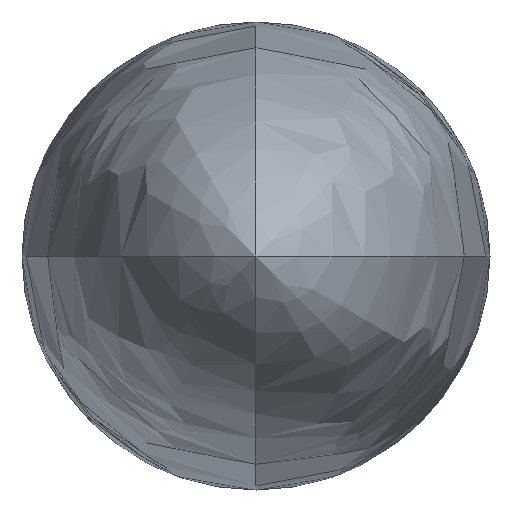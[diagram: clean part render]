
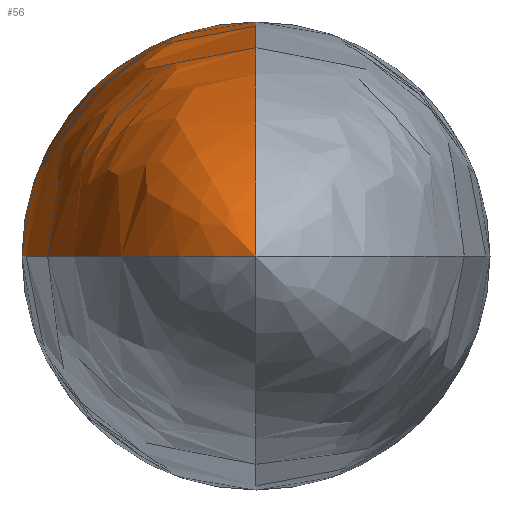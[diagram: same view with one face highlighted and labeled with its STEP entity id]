
A CAD part, left-side view. The second image highlights one B-rep face of the part: STEP entity #56.
In plain terms, the highlighted free-form (B-spline) face has degree [3, 3] with [4, 4] control points.
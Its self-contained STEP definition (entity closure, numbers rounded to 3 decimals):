
#56 = ADVANCED_FACE('',(#57),#72,.T.);
#57 = FACE_BOUND('',#58,.T.);
#58 = EDGE_LOOP('',(#59,#95,#112));
#59 = ORIENTED_EDGE('',*,*,#60,.T.);
#60 = EDGE_CURVE('',#61,#63,#65,.T.);
#61 = VERTEX_POINT('',#62);
#62 = CARTESIAN_POINT('',(0.,0.,0.));
#63 = VERTEX_POINT('',#64);
#64 = CARTESIAN_POINT('',(500.,100.,0.));
#65 = SURFACE_CURVE('',#66,(#71),.PCURVE_S1.);
#66 = B_SPLINE_CURVE_WITH_KNOTS('',3,(#67,#68,#69,#70),.UNSPECIFIED.,.F.
  ,.F.,(4,4),(0.,2.),.PIECEWISE_BEZIER_KNOTS.);
#67 = CARTESIAN_POINT('',(0.,0.,0.));
#68 = CARTESIAN_POINT('',(50.,95.,0.));
#69 = CARTESIAN_POINT('',(200.,100.,0.));
#70 = CARTESIAN_POINT('',(500.,100.,0.));
#71 = PCURVE('',#72,#89);
#72 = B_SPLINE_SURFACE_WITH_KNOTS('',3,3,(
    (#73,#74,#75,#76)
    ,(#77,#78,#79,#80)
    ,(#81,#82,#83,#84)
    ,(#85,#86,#87,#88
    )),.UNSPECIFIED.,.F.,.F.,.F.,(4,4),(4,4),(0.,2.),(0.,2.),
  .PIECEWISE_BEZIER_KNOTS.);
#73 = CARTESIAN_POINT('',(0.,0.,0.));
#74 = CARTESIAN_POINT('',(0.,0.,0.));
#75 = CARTESIAN_POINT('',(0.,0.,0.));
#76 = CARTESIAN_POINT('',(0.,0.,0.));
#77 = CARTESIAN_POINT('',(50.,95.,0.));
#78 = CARTESIAN_POINT('',(50.,95.,52.432));
#79 = CARTESIAN_POINT('',(50.,52.432,95.));
#80 = CARTESIAN_POINT('',(50.,0.,95.));
#81 = CARTESIAN_POINT('',(200.,100.,0.));
#82 = CARTESIAN_POINT('',(200.,100.,55.192));
#83 = CARTESIAN_POINT('',(200.,55.192,100.));
#84 = CARTESIAN_POINT('',(200.,0.,100.));
#85 = CARTESIAN_POINT('',(500.,100.,0.));
#86 = CARTESIAN_POINT('',(500.,100.,55.192));
#87 = CARTESIAN_POINT('',(500.,55.192,100.));
#88 = CARTESIAN_POINT('',(500.,0.,100.));
#89 = DEFINITIONAL_REPRESENTATION('',(#90),#94);
#90 = LINE('',#91,#92);
#91 = CARTESIAN_POINT('',(0.,0.));
#92 = VECTOR('',#93,1.);
#93 = DIRECTION('',(1.,0.));
#94 = ( GEOMETRIC_REPRESENTATION_CONTEXT(2) 
PARAMETRIC_REPRESENTATION_CONTEXT() REPRESENTATION_CONTEXT('2D SPACE',''
  ) );
#95 = ORIENTED_EDGE('',*,*,#96,.T.);
#96 = EDGE_CURVE('',#63,#97,#99,.T.);
#97 = VERTEX_POINT('',#98);
#98 = CARTESIAN_POINT('',(500.,0.,100.));
#99 = SURFACE_CURVE('',#100,(#105),.PCURVE_S1.);
#100 = B_SPLINE_CURVE_WITH_KNOTS('',3,(#101,#102,#103,#104),
  .UNSPECIFIED.,.F.,.F.,(4,4),(0.,2.),.PIECEWISE_BEZIER_KNOTS.);
#101 = CARTESIAN_POINT('',(500.,100.,0.));
#102 = CARTESIAN_POINT('',(500.,100.,55.192));
#103 = CARTESIAN_POINT('',(500.,55.192,100.));
#104 = CARTESIAN_POINT('',(500.,0.,100.));
#105 = PCURVE('',#72,#106);
#106 = DEFINITIONAL_REPRESENTATION('',(#107),#111);
#107 = LINE('',#108,#109);
#108 = CARTESIAN_POINT('',(2.,0.));
#109 = VECTOR('',#110,1.);
#110 = DIRECTION('',(0.,1.));
#111 = ( GEOMETRIC_REPRESENTATION_CONTEXT(2) 
PARAMETRIC_REPRESENTATION_CONTEXT() REPRESENTATION_CONTEXT('2D SPACE',''
  ) );
#112 = ORIENTED_EDGE('',*,*,#113,.F.);
#113 = EDGE_CURVE('',#61,#97,#114,.T.);
#114 = SURFACE_CURVE('',#115,(#120),.PCURVE_S1.);
#115 = B_SPLINE_CURVE_WITH_KNOTS('',3,(#116,#117,#118,#119),
  .UNSPECIFIED.,.F.,.F.,(4,4),(0.,2.),.PIECEWISE_BEZIER_KNOTS.);
#116 = CARTESIAN_POINT('',(0.,0.,0.));
#117 = CARTESIAN_POINT('',(50.,0.,95.));
#118 = CARTESIAN_POINT('',(200.,0.,100.));
#119 = CARTESIAN_POINT('',(500.,0.,100.));
#120 = PCURVE('',#72,#121);
#121 = DEFINITIONAL_REPRESENTATION('',(#122),#126);
#122 = LINE('',#123,#124);
#123 = CARTESIAN_POINT('',(0.,2.));
#124 = VECTOR('',#125,1.);
#125 = DIRECTION('',(1.,0.));
#126 = ( GEOMETRIC_REPRESENTATION_CONTEXT(2) 
PARAMETRIC_REPRESENTATION_CONTEXT() REPRESENTATION_CONTEXT('2D SPACE',''
  ) );
